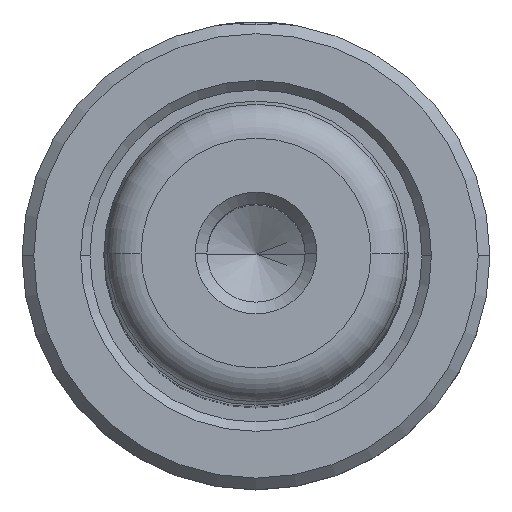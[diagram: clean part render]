
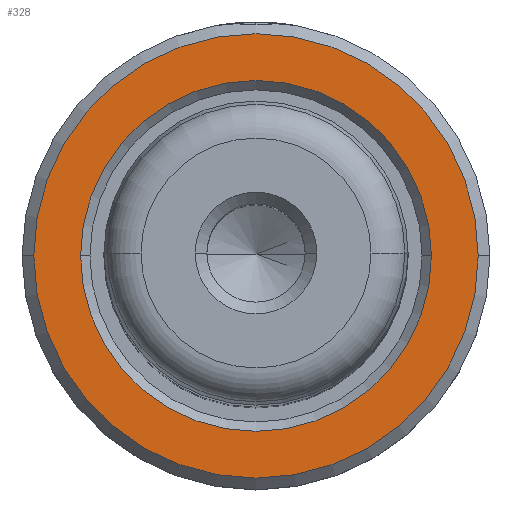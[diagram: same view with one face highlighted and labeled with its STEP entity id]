
A CAD part, top view. The second image highlights one B-rep face of the part: STEP entity #328.
In plain terms, the highlighted planar face has unit normal (0, 0, 1).
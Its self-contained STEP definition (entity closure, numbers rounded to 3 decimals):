
#7 = CARTESIAN_POINT ( 'NONE',  ( 0., 0., 60. ) ) ;
#45 = ORIENTED_EDGE ( 'NONE', *, *, #199, .T. ) ;
#67 = AXIS2_PLACEMENT_3D ( 'NONE', #938, #879, #874 ) ;
#93 = ORIENTED_EDGE ( 'NONE', *, *, #1041, .T. ) ;
#164 = CARTESIAN_POINT ( 'NONE',  ( -7.5, 0., 60. ) ) ;
#177 = CIRCLE ( 'NONE', #2364, 9.5 ) ;
#187 = DIRECTION ( 'NONE',  ( -1., 0., 0. ) ) ;
#194 = DIRECTION ( 'NONE',  ( 0., 0., -1. ) ) ;
#199 = EDGE_CURVE ( 'NONE', #1753, #2225, #177, .T. ) ;
#213 = DIRECTION ( 'NONE',  ( 0., 0., 1. ) ) ;
#222 = CARTESIAN_POINT ( 'NONE',  ( 0., 0., 60. ) ) ;
#284 = CARTESIAN_POINT ( 'NONE',  ( 9.5, 0., 60. ) ) ;
#328 = ADVANCED_FACE ( 'NONE', ( #1827, #2185 ), #890, .F. ) ;
#568 = ORIENTED_EDGE ( 'NONE', *, *, #2060, .T. ) ;
#624 = CIRCLE ( 'NONE', #1463, 9.5 ) ;
#643 = CARTESIAN_POINT ( 'NONE',  ( 7.5, 0., 60. ) ) ;
#646 = CIRCLE ( 'NONE', #1743, 7.5 ) ;
#648 = VERTEX_POINT ( 'NONE', #164 ) ;
#874 = DIRECTION ( 'NONE',  ( -1., 0., 0. ) ) ;
#879 = DIRECTION ( 'NONE',  ( 0., 0., -1. ) ) ;
#890 = PLANE ( 'NONE',  #67 ) ;
#938 = CARTESIAN_POINT ( 'NONE',  ( 6.5, 0., 60. ) ) ;
#1041 = EDGE_CURVE ( 'NONE', #2225, #1753, #624, .T. ) ;
#1174 = EDGE_CURVE ( 'NONE', #648, #1619, #2244, .T. ) ;
#1463 = AXIS2_PLACEMENT_3D ( 'NONE', #2014, #2012, #2006 ) ;
#1565 = EDGE_LOOP ( 'NONE', ( #568, #1926 ) ) ;
#1619 = VERTEX_POINT ( 'NONE', #643 ) ;
#1706 = CARTESIAN_POINT ( 'NONE',  ( -9.5, 0., 60. ) ) ;
#1708 = AXIS2_PLACEMENT_3D ( 'NONE', #1741, #1738, #1736 ) ;
#1736 = DIRECTION ( 'NONE',  ( -1., 0., 0. ) ) ;
#1738 = DIRECTION ( 'NONE',  ( 0., 0., -1. ) ) ;
#1741 = CARTESIAN_POINT ( 'NONE',  ( 0., 0., 60. ) ) ;
#1743 = AXIS2_PLACEMENT_3D ( 'NONE', #7, #194, #2279 ) ;
#1753 = VERTEX_POINT ( 'NONE', #284 ) ;
#1827 = FACE_BOUND ( 'NONE', #1565, .T. ) ;
#1926 = ORIENTED_EDGE ( 'NONE', *, *, #1174, .T. ) ;
#2006 = DIRECTION ( 'NONE',  ( -1., 0., 0. ) ) ;
#2012 = DIRECTION ( 'NONE',  ( 0., 0., 1. ) ) ;
#2014 = CARTESIAN_POINT ( 'NONE',  ( 0., 0., 60. ) ) ;
#2060 = EDGE_CURVE ( 'NONE', #1619, #648, #646, .T. ) ;
#2099 = EDGE_LOOP ( 'NONE', ( #93, #45 ) ) ;
#2185 = FACE_OUTER_BOUND ( 'NONE', #2099, .T. ) ;
#2225 = VERTEX_POINT ( 'NONE', #1706 ) ;
#2244 = CIRCLE ( 'NONE', #1708, 7.5 ) ;
#2279 = DIRECTION ( 'NONE',  ( -1., 0., 0. ) ) ;
#2364 = AXIS2_PLACEMENT_3D ( 'NONE', #222, #213, #187 ) ;
